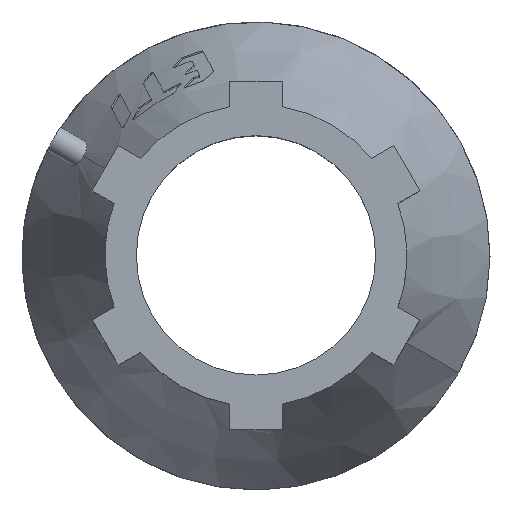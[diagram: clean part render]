
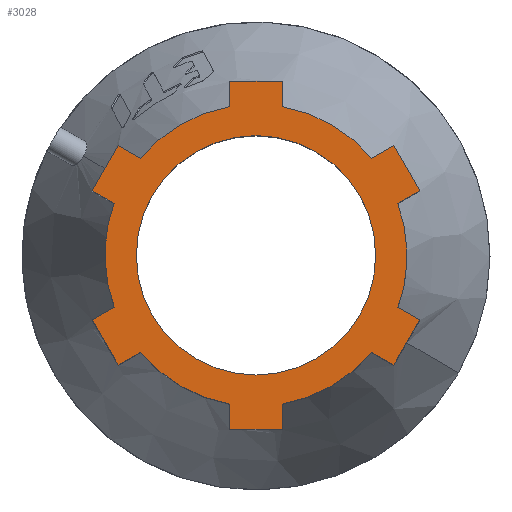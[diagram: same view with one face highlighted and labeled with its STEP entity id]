
A CAD part, top view. The second image highlights one B-rep face of the part: STEP entity #3028.
In plain terms, the highlighted planar face has unit normal (0, 0, 1).
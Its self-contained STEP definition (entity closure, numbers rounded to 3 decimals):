
#926=DIRECTION('',(0.,1.,0.));
#927=VECTOR('',#926,2.34);
#928=CARTESIAN_POINT('',(2.4,-16.,-1.25));
#929=LINE('',#928,#927);
#983=DIRECTION('',(-0.866,-0.5,0.));
#984=VECTOR('',#983,2.34);
#985=CARTESIAN_POINT('',(-10.63,-8.909,-1.25));
#986=LINE('',#985,#984);
#990=DIRECTION('',(-0.5,0.866,0.));
#991=VECTOR('',#990,4.8);
#992=CARTESIAN_POINT('',(-12.656,-10.078,-1.25));
#993=LINE('',#992,#991);
#997=DIRECTION('',(0.866,0.5,0.));
#998=VECTOR('',#997,2.34);
#999=CARTESIAN_POINT('',(-15.056,-5.922,-1.25));
#1000=LINE('',#999,#998);
#1004=CARTESIAN_POINT('',(0.,0.,-1.25));
#1005=DIRECTION('',(0.,0.,-1.));
#1006=DIRECTION('',(-0.939,-0.343,0.));
#1007=AXIS2_PLACEMENT_3D('',#1004,#1005,#1006);
#1012=CARTESIAN_POINT('',(0.,0.,-1.25));
#1013=DIRECTION('',(0.,0.,-1.));
#1014=DIRECTION('',(-0.993,0.122,0.));
#1015=AXIS2_PLACEMENT_3D('',#1012,#1013,#1014);
#1020=DIRECTION('',(-0.866,0.5,0.));
#1021=VECTOR('',#1020,2.34);
#1022=CARTESIAN_POINT('',(-13.03,4.752,-1.25));
#1023=LINE('',#1022,#1021);
#1027=DIRECTION('',(0.5,0.866,0.));
#1028=VECTOR('',#1027,4.8);
#1029=CARTESIAN_POINT('',(-15.056,5.922,-1.25));
#1030=LINE('',#1029,#1028);
#1034=DIRECTION('',(0.866,-0.5,0.));
#1035=VECTOR('',#1034,2.34);
#1036=CARTESIAN_POINT('',(-12.656,10.078,-1.25));
#1037=LINE('',#1036,#1035);
#1041=CARTESIAN_POINT('',(0.,0.,-1.25));
#1042=DIRECTION('',(0.,0.,-1.));
#1043=DIRECTION('',(-0.766,0.642,0.));
#1044=AXIS2_PLACEMENT_3D('',#1041,#1042,#1043);
#1049=DIRECTION('',(1.,0.,0.));
#1050=VECTOR('',#1049,4.8);
#1051=CARTESIAN_POINT('',(-2.4,16.,-1.25));
#1052=LINE('',#1051,#1050);
#1056=CARTESIAN_POINT('',(0.,0.,-1.25));
#1057=DIRECTION('',(0.,0.,-1.));
#1058=DIRECTION('',(0.173,0.985,0.));
#1059=AXIS2_PLACEMENT_3D('',#1056,#1057,#1058);
#1064=DIRECTION('',(0.866,0.5,0.));
#1065=VECTOR('',#1064,2.34);
#1066=CARTESIAN_POINT('',(10.63,8.909,-1.25));
#1067=LINE('',#1066,#1065);
#1071=DIRECTION('',(0.5,-0.866,0.));
#1072=VECTOR('',#1071,4.8);
#1073=CARTESIAN_POINT('',(12.656,10.078,-1.25));
#1074=LINE('',#1073,#1072);
#1078=DIRECTION('',(-0.866,-0.5,0.));
#1079=VECTOR('',#1078,2.34);
#1080=CARTESIAN_POINT('',(15.056,5.922,-1.25));
#1081=LINE('',#1080,#1079);
#1085=CARTESIAN_POINT('',(0.,0.,-1.25));
#1086=DIRECTION('',(0.,0.,-1.));
#1087=DIRECTION('',(0.939,0.343,0.));
#1088=AXIS2_PLACEMENT_3D('',#1085,#1086,#1087);
#1093=CARTESIAN_POINT('',(0.,0.,-1.25));
#1094=DIRECTION('',(0.,0.,-1.));
#1095=DIRECTION('',(0.993,-0.122,0.));
#1096=AXIS2_PLACEMENT_3D('',#1093,#1094,#1095);
#1101=DIRECTION('',(0.866,-0.5,0.));
#1102=VECTOR('',#1101,2.34);
#1103=CARTESIAN_POINT('',(13.03,-4.752,-1.25));
#1104=LINE('',#1103,#1102);
#1108=DIRECTION('',(-0.5,-0.866,0.));
#1109=VECTOR('',#1108,4.8);
#1110=CARTESIAN_POINT('',(15.056,-5.922,-1.25));
#1111=LINE('',#1110,#1109);
#1115=DIRECTION('',(-0.866,0.5,0.));
#1116=VECTOR('',#1115,2.34);
#1117=CARTESIAN_POINT('',(12.656,-10.078,-1.25));
#1118=LINE('',#1117,#1116);
#1122=CARTESIAN_POINT('',(0.,0.,-1.25));
#1123=DIRECTION('',(0.,0.,-1.));
#1124=DIRECTION('',(0.766,-0.642,0.));
#1125=AXIS2_PLACEMENT_3D('',#1122,#1123,#1124);
#1130=DIRECTION('',(-1.,0.,0.));
#1131=VECTOR('',#1130,4.8);
#1132=CARTESIAN_POINT('',(2.4,-16.,-1.25));
#1133=LINE('',#1132,#1131);
#1137=DIRECTION('',(0.,1.,0.));
#1138=VECTOR('',#1137,2.34);
#1139=CARTESIAN_POINT('',(-2.4,-16.,-1.25));
#1140=LINE('',#1139,#1138);
#1144=CARTESIAN_POINT('',(0.,0.,-1.25));
#1145=DIRECTION('',(0.,0.,-1.));
#1146=DIRECTION('',(-0.173,-0.985,0.));
#1147=AXIS2_PLACEMENT_3D('',#1144,#1145,#1146);
#1152=CARTESIAN_POINT('',(0.,0.,-1.25));
#1153=DIRECTION('',(0.,0.,1.));
#1154=DIRECTION('',(0.866,-0.5,0.));
#1155=AXIS2_PLACEMENT_3D('',#1152,#1153,#1154);
#1160=CARTESIAN_POINT('',(0.,0.,-1.25));
#1161=DIRECTION('',(0.,0.,1.));
#1162=DIRECTION('',(-0.866,0.5,0.));
#1163=AXIS2_PLACEMENT_3D('',#1160,#1161,#1162);
#1223=DIRECTION('',(0.,-1.,0.));
#1224=VECTOR('',#1223,2.34);
#1225=CARTESIAN_POINT('',(-2.4,16.,-1.25));
#1226=LINE('',#1225,#1224);
#1241=DIRECTION('',(0.,1.,0.));
#1242=VECTOR('',#1241,2.34);
#1243=CARTESIAN_POINT('',(2.4,13.66,-1.25));
#1244=LINE('',#1243,#1242);
#2155=CARTESIAN_POINT('',(-13.03,-4.752,-1.25));
#2157=VERTEX_POINT('',#2155);
#2159=CARTESIAN_POINT('',(-15.056,-5.922,-1.25));
#2160=VERTEX_POINT('',#2159);
#2167=CARTESIAN_POINT('',(-13.03,4.752,-1.25));
#2168=VERTEX_POINT('',#2167);
#2169=CARTESIAN_POINT('',(-13.766,1.69,-1.25));
#2170=VERTEX_POINT('',#2169);
#2208=CARTESIAN_POINT('',(9.526,-5.5,-1.25));
#2209=CARTESIAN_POINT('',(-9.526,5.5,-1.25));
#2210=VERTEX_POINT('',#2208);
#2211=VERTEX_POINT('',#2209);
#2212=CARTESIAN_POINT('',(-10.63,-8.909,-1.25));
#2213=CARTESIAN_POINT('',(-12.656,-10.078,-1.25));
#2214=VERTEX_POINT('',#2212);
#2215=VERTEX_POINT('',#2213);
#2216=CARTESIAN_POINT('',(-15.056,5.922,-1.25));
#2217=VERTEX_POINT('',#2216);
#2218=CARTESIAN_POINT('',(-12.656,10.078,-1.25));
#2219=VERTEX_POINT('',#2218);
#2220=CARTESIAN_POINT('',(-10.63,8.909,-1.25));
#2221=VERTEX_POINT('',#2220);
#2222=CARTESIAN_POINT('',(-2.4,13.66,-1.25));
#2223=VERTEX_POINT('',#2222);
#2224=CARTESIAN_POINT('',(-2.4,16.,-1.25));
#2225=VERTEX_POINT('',#2224);
#2226=CARTESIAN_POINT('',(2.4,16.,-1.25));
#2227=VERTEX_POINT('',#2226);
#2228=CARTESIAN_POINT('',(2.4,13.66,-1.25));
#2229=VERTEX_POINT('',#2228);
#2230=CARTESIAN_POINT('',(10.63,8.909,-1.25));
#2231=VERTEX_POINT('',#2230);
#2232=CARTESIAN_POINT('',(12.656,10.078,-1.25));
#2233=VERTEX_POINT('',#2232);
#2234=CARTESIAN_POINT('',(15.056,5.922,-1.25));
#2235=VERTEX_POINT('',#2234);
#2236=CARTESIAN_POINT('',(13.03,4.752,-1.25));
#2237=VERTEX_POINT('',#2236);
#2238=CARTESIAN_POINT('',(13.766,-1.69,-1.25));
#2239=VERTEX_POINT('',#2238);
#2240=CARTESIAN_POINT('',(13.03,-4.752,-1.25));
#2241=VERTEX_POINT('',#2240);
#2242=CARTESIAN_POINT('',(15.056,-5.922,-1.25));
#2243=VERTEX_POINT('',#2242);
#2244=CARTESIAN_POINT('',(12.656,-10.078,-1.25));
#2245=VERTEX_POINT('',#2244);
#2246=CARTESIAN_POINT('',(10.63,-8.909,-1.25));
#2247=VERTEX_POINT('',#2246);
#2248=CARTESIAN_POINT('',(2.4,-13.66,-1.25));
#2249=VERTEX_POINT('',#2248);
#2250=CARTESIAN_POINT('',(2.4,-16.,-1.25));
#2251=VERTEX_POINT('',#2250);
#2252=CARTESIAN_POINT('',(-2.4,-16.,-1.25));
#2253=VERTEX_POINT('',#2252);
#2254=CARTESIAN_POINT('',(-2.4,-13.66,-1.25));
#2255=VERTEX_POINT('',#2254);
#2975=CARTESIAN_POINT('',(0.,0.,-1.25));
#2976=DIRECTION('',(0.,0.,-1.));
#2977=DIRECTION('',(0.,-1.,0.));
#2978=AXIS2_PLACEMENT_3D('',#2975,#2976,#2977);
#2979=PLANE('',#2978);
#2980=ORIENTED_EDGE('',*,*,#2942,.T.);
#2981=ORIENTED_EDGE('',*,*,#2961,.T.);
#2982=ORIENTED_EDGE('',*,*,#2426,.T.);
#2983=ORIENTED_EDGE('',*,*,#2456,.T.);
#2984=ORIENTED_EDGE('',*,*,#2454,.T.);
#2986=ORIENTED_EDGE('',*,*,#2985,.T.);
#2988=ORIENTED_EDGE('',*,*,#2987,.T.);
#2990=ORIENTED_EDGE('',*,*,#2989,.T.);
#2992=ORIENTED_EDGE('',*,*,#2991,.T.);
#2994=ORIENTED_EDGE('',*,*,#2993,.F.);
#2996=ORIENTED_EDGE('',*,*,#2995,.T.);
#2998=ORIENTED_EDGE('',*,*,#2997,.F.);
#3000=ORIENTED_EDGE('',*,*,#2999,.T.);
#3002=ORIENTED_EDGE('',*,*,#3001,.T.);
#3004=ORIENTED_EDGE('',*,*,#3003,.T.);
#3006=ORIENTED_EDGE('',*,*,#3005,.T.);
#3008=ORIENTED_EDGE('',*,*,#3007,.T.);
#3010=ORIENTED_EDGE('',*,*,#3009,.T.);
#3012=ORIENTED_EDGE('',*,*,#3011,.T.);
#3013=ORIENTED_EDGE('',*,*,#2792,.T.);
#3014=ORIENTED_EDGE('',*,*,#2815,.T.);
#3015=ORIENTED_EDGE('',*,*,#2838,.T.);
#3016=ORIENTED_EDGE('',*,*,#2858,.F.);
#3017=ORIENTED_EDGE('',*,*,#2878,.T.);
#3018=ORIENTED_EDGE('',*,*,#2899,.T.);
#3019=ORIENTED_EDGE('',*,*,#2922,.T.);
#3020=EDGE_LOOP('',(#2980,#2981,#2982,#2983,#2984,#2986,#2988,#2990,#2992,#2994,
#2996,#2998,#3000,#3002,#3004,#3006,#3008,#3010,#3012,#3013,#3014,#3015,#3016,
#3017,#3018,#3019));
#3021=FACE_OUTER_BOUND('',#3020,.F.);
#3023=ORIENTED_EDGE('',*,*,#3022,.T.);
#3025=ORIENTED_EDGE('',*,*,#3024,.T.);
#3026=EDGE_LOOP('',(#3023,#3025));
#3027=FACE_BOUND('',#3026,.F.);
#1008=CIRCLE('',#1007,13.87);
#1016=CIRCLE('',#1015,13.87);
#1045=CIRCLE('',#1044,13.87);
#1060=CIRCLE('',#1059,13.87);
#1089=CIRCLE('',#1088,13.87);
#1097=CIRCLE('',#1096,13.87);
#1126=CIRCLE('',#1125,13.87);
#1148=CIRCLE('',#1147,13.87);
#1156=CIRCLE('',#1155,11.);
#1164=CIRCLE('',#1163,11.);
#2426=EDGE_CURVE('',#2160,#2157,#1000,.T.);
#2454=EDGE_CURVE('',#2170,#2168,#1016,.T.);
#2456=EDGE_CURVE('',#2157,#2170,#1008,.T.);
#2792=EDGE_CURVE('',#2243,#2245,#1111,.T.);
#2815=EDGE_CURVE('',#2245,#2247,#1118,.T.);
#2838=EDGE_CURVE('',#2247,#2249,#1126,.T.);
#2858=EDGE_CURVE('',#2251,#2249,#929,.T.);
#2878=EDGE_CURVE('',#2251,#2253,#1133,.T.);
#2899=EDGE_CURVE('',#2253,#2255,#1140,.T.);
#2922=EDGE_CURVE('',#2255,#2214,#1148,.T.);
#2942=EDGE_CURVE('',#2214,#2215,#986,.T.);
#2961=EDGE_CURVE('',#2215,#2160,#993,.T.);
#2985=EDGE_CURVE('',#2168,#2217,#1023,.T.);
#2987=EDGE_CURVE('',#2217,#2219,#1030,.T.);
#2989=EDGE_CURVE('',#2219,#2221,#1037,.T.);
#2991=EDGE_CURVE('',#2221,#2223,#1045,.T.);
#2993=EDGE_CURVE('',#2225,#2223,#1226,.T.);
#2995=EDGE_CURVE('',#2225,#2227,#1052,.T.);
#2997=EDGE_CURVE('',#2229,#2227,#1244,.T.);
#2999=EDGE_CURVE('',#2229,#2231,#1060,.T.);
#3001=EDGE_CURVE('',#2231,#2233,#1067,.T.);
#3003=EDGE_CURVE('',#2233,#2235,#1074,.T.);
#3005=EDGE_CURVE('',#2235,#2237,#1081,.T.);
#3007=EDGE_CURVE('',#2237,#2239,#1089,.T.);
#3009=EDGE_CURVE('',#2239,#2241,#1097,.T.);
#3011=EDGE_CURVE('',#2241,#2243,#1104,.T.);
#3022=EDGE_CURVE('',#2210,#2211,#1156,.T.);
#3024=EDGE_CURVE('',#2211,#2210,#1164,.T.);
#3028=ADVANCED_FACE('',(#3021,#3027),#2979,.F.);
